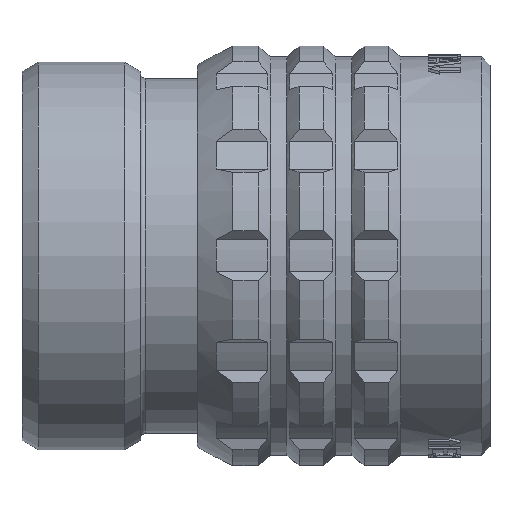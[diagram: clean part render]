
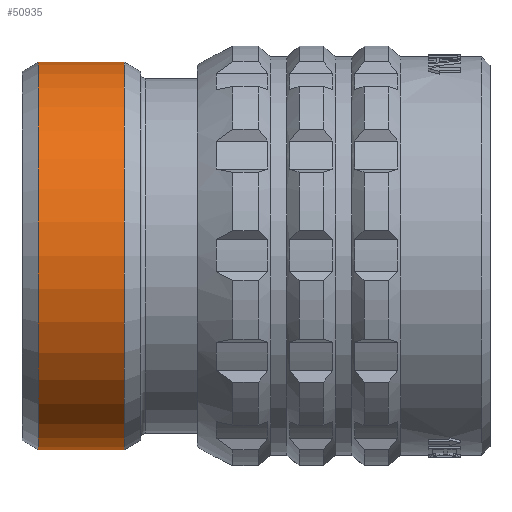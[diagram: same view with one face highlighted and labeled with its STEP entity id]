
A CAD part, top view. The second image highlights one B-rep face of the part: STEP entity #50935.
In plain terms, the highlighted cylindrical face has radius 11.925 mm (diameter 23.85 mm), a partial arc.
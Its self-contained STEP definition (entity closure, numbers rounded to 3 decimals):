
#3859=CARTESIAN_POINT('',(1.,0.,0.));
#3860=DIRECTION('',(1.,0.,0.));
#3861=DIRECTION('',(0.,1.,0.));
#3862=AXIS2_PLACEMENT_3D('',#3859,#3860,#3861);
#3864=CARTESIAN_POINT('',(6.3,0.,0.));
#3865=DIRECTION('',(1.,0.,0.));
#3866=DIRECTION('',(0.,1.,0.));
#3867=AXIS2_PLACEMENT_3D('',#3864,#3865,#3866);
#3869=DIRECTION('',(-1.,0.,0.));
#3870=VECTOR('',#3869,5.3);
#3871=CARTESIAN_POINT('',(6.3,11.925,0.));
#3872=LINE('2710',#3871,#3870);
#3873=DIRECTION('',(-1.,0.,0.));
#3874=VECTOR('',#3873,5.3);
#3875=CARTESIAN_POINT('',(6.3,-11.925,0.));
#3876=LINE('2716',#3875,#3874);
#40530=CARTESIAN_POINT('',(6.3,11.925,0.));
#40532=VERTEX_POINT('',#40530);
#40533=CARTESIAN_POINT('',(1.,11.925,0.));
#40534=VERTEX_POINT('',#40533);
#40542=CARTESIAN_POINT('',(6.3,-11.925,0.));
#40544=VERTEX_POINT('',#40542);
#40545=CARTESIAN_POINT('',(1.,-11.925,0.));
#40546=VERTEX_POINT('',#40545);
#50921=CARTESIAN_POINT('',(-1.44,0.,0.));
#50922=DIRECTION('',(1.,0.,0.));
#50923=DIRECTION('',(0.,-1.,0.));
#50924=AXIS2_PLACEMENT_3D('',#50921,#50922,#50923);
#50925=CYLINDRICAL_SURFACE('278',#50924,11.925);
#50927=ORIENTED_EDGE('2710',*,*,#50926,.F.);
#50929=ORIENTED_EDGE('2728',*,*,#50928,.T.);
#50931=ORIENTED_EDGE('2716',*,*,#50930,.T.);
#50932=ORIENTED_EDGE('2729',*,*,#50907,.F.);
#50933=EDGE_LOOP('278',(#50927,#50929,#50931,#50932));
#50934=FACE_OUTER_BOUND('278',#50933,.F.);
#3863=CIRCLE('2729',#3862,11.925);
#3868=CIRCLE('2728',#3867,11.925);
#50907=EDGE_CURVE('2729',#40534,#40546,#3863,.T.);
#50926=EDGE_CURVE('2710',#40532,#40534,#3872,.T.);
#50928=EDGE_CURVE('2728',#40532,#40544,#3868,.T.);
#50930=EDGE_CURVE('2716',#40544,#40546,#3876,.T.);
#50935=ADVANCED_FACE('278',(#50934),#50925,.T.);
